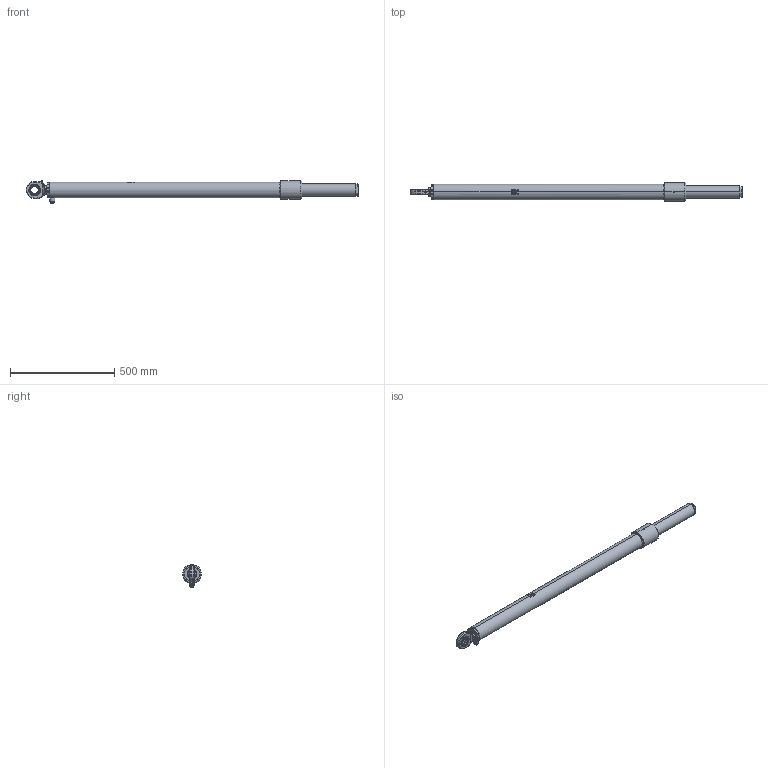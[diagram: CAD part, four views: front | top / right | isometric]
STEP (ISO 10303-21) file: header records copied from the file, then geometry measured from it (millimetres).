
FILE_DESCRIPTION (( 'STEP AP214' ), '1' );
FILE_NAME ('CFGCY0076068-Cylinder.step', '2026-03-05T10:25:51', ( 'Kramp IT' ), ( 'Kramp' ), 'SwSTEP 2.0', 'SolidWorks 2025', '' );
FILE_SCHEMA (( 'AUTOMOTIVE_DESIGN' ));
Length unit declared in the file: millimetre
Products named in the file (18): DC3906501; 7993RW60; Tube-WA_Simplified; Tube-MA_Simplified; SP06M; LSN06E; MATE-AID; ATT-NONE; GK35DO; PC2906007_Simplified; GK35DO-EC; PC2906003; PC2906007VM_Simplified; Tube_Simplified; CFGCY0076068-Cylinder; Rod_Simplified; Rod-WA_Simplified
Assembly tree (15 placements, depth 4):
  MATE-AID
  ATT-NONE
  CFGCY0076068-Cylinder
    Tube-WA_Simplified
      Tube-MA_Simplified
        Tube_Simplified
      LSN06E
      DC3906501
        DC3906501
      GK35DO-EC
        GK35DO
    Rod-WA_Simplified
      Rod_Simplified
    PC2906007VM_Simplified
      PC2906007_Simplified
    7993RW60
    PC2906003
    SP06M
Bounding box: 1591.37 x 90 x 110.17 mm (x, y, z)
Volume: 5900019.9 mm3; surface area: 912290.3 mm2
Topology: 13 solids, 13 shells, 390 faces, 918 edges, 564 vertices
Faces by surface type: cylinder 134, plane 109, cone 83, bspline 54, torus 10
Entity records: 17687 total; most frequent: CARTESIAN_POINT 8367, DIRECTION 1903, ORIENTED_EDGE 1816, EDGE_CURVE 908, AXIS2_PLACEMENT_3D 771, VERTEX_POINT 564, EDGE_LOOP 436, CIRCLE 411
